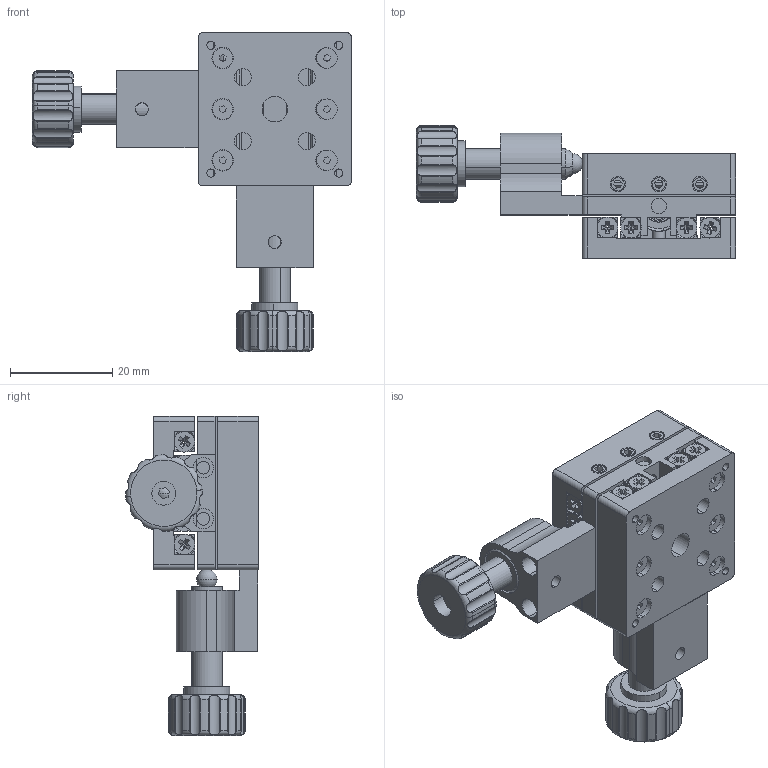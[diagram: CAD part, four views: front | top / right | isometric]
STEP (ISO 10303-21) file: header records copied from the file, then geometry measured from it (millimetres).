
FILE_DESCRIPTION (( 'STEP AP203' ), '1' );
FILE_NAME ('56STS-2LM.STEP', '2023-04-27T02:46:37', ( '' ), ( '' ), 'SwSTEP 2.0', 'SolidWorks 2022', '' );
FILE_SCHEMA (( 'CONFIG_CONTROL_DESIGN' ));
Length unit declared in the file: millimetre
Products named in the file (1): 56STS-2LM
Bounding box: 62.4 x 26 x 62.4 mm (x, y, z)
Surface area: 18087.8 mm2 (no closed solid volume)
Topology: 0 solids, 61 shells, 886 faces, 2747 edges, 1904 vertices
Faces by surface type: plane 539, cylinder 261, cone 74, torus 8, sphere 4
Entity records: 31836 total; most frequent: CARTESIAN_POINT 8107, ORIENTED_EDGE 4663, DIRECTION 4636, EDGE_CURVE 2737, VERTEX_POINT 1898, AXIS2_PLACEMENT_3D 1611, LINE 1414, VECTOR 1414
